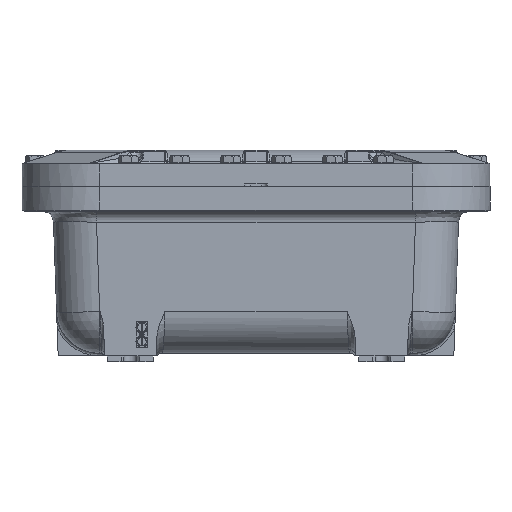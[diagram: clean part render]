
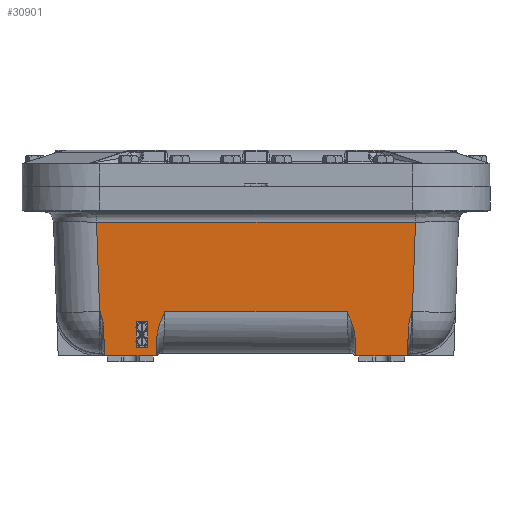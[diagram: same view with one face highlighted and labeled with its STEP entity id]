
A CAD part, left-side view. The second image highlights one B-rep face of the part: STEP entity #30901.
In plain terms, the highlighted face is planar.
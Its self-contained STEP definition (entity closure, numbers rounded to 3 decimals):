
#1543=B_SPLINE_CURVE_WITH_KNOTS('',3,(#44553,#44554,#44555,#44556,#44557,
#44558,#44559,#44560),.UNSPECIFIED.,.F.,.F.,(4,2,2,4),(0.,0.39,
1.716,1.719),.UNSPECIFIED.);
#1557=B_SPLINE_CURVE_WITH_KNOTS('',3,(#44983,#44984,#44985,#44986,#44987,
#44988,#44989,#44990),.UNSPECIFIED.,.F.,.F.,(4,2,2,4),(-0.003,
0.,0.983,1.798),.UNSPECIFIED.);
#1567=B_SPLINE_CURVE_WITH_KNOTS('',3,(#45740,#45741,#45742,#45743,#45744,
#45745,#45746,#45747),.UNSPECIFIED.,.F.,.F.,(4,2,2,4),(-0.003,
0.,1.655,2.9),.UNSPECIFIED.);
#1570=B_SPLINE_CURVE_WITH_KNOTS('',3,(#45946,#45947,#45948,#45949,#45950,
#45951,#45952,#45953,#45954,#45955,#45956,#45957,#45958,#45959,#45960,#45961),
 .UNSPECIFIED.,.F.,.F.,(4,2,2,2,2,2,2,4),(0.,0.624,1.787,
2.369,2.668,2.818,2.968,2.971),
 .UNSPECIFIED.);
#5004=FACE_OUTER_BOUND('',#6991,.T.);
#6991=EDGE_LOOP('',(#21923,#21924,#21925,#21926,#21927,#21928,#21929,#21930,
#21931,#21932,#21933,#21934,#21935,#21936,#21937,#21938));
#9149=LINE('',#44070,#11318);
#9179=LINE('',#44392,#11348);
#9187=LINE('',#44579,#11356);
#9204=LINE('',#44934,#11373);
#9242=LINE('',#46079,#11411);
#9244=LINE('',#46084,#11413);
#9245=LINE('',#46085,#11414);
#9246=LINE('',#46087,#11415);
#9247=LINE('',#46088,#11416);
#9248=LINE('',#46089,#11417);
#9249=LINE('',#46091,#11418);
#9250=LINE('',#46092,#11419);
#11318=VECTOR('',#36039,0.394);
#11348=VECTOR('',#36107,0.394);
#11356=VECTOR('',#36155,0.394);
#11373=VECTOR('',#36228,0.394);
#11411=VECTOR('',#36432,0.394);
#11413=VECTOR('',#36438,0.394);
#11414=VECTOR('',#36439,0.394);
#11415=VECTOR('',#36440,0.394);
#11416=VECTOR('',#36441,0.394);
#11417=VECTOR('',#36442,0.394);
#11418=VECTOR('',#36443,0.394);
#11419=VECTOR('',#36444,0.394);
#13718=VERTEX_POINT('',#44063);
#13720=VERTEX_POINT('',#44068);
#13759=VERTEX_POINT('',#44391);
#13773=VERTEX_POINT('',#44550);
#13774=VERTEX_POINT('',#44552);
#13776=VERTEX_POINT('',#44577);
#13804=VERTEX_POINT('',#44931);
#13805=VERTEX_POINT('',#44933);
#13808=VERTEX_POINT('',#44981);
#13856=VERTEX_POINT('',#45738);
#13857=VERTEX_POINT('',#45739);
#13867=VERTEX_POINT('',#45944);
#13868=VERTEX_POINT('',#45945);
#13871=VERTEX_POINT('',#46083);
#13872=VERTEX_POINT('',#46086);
#13873=VERTEX_POINT('',#46090);
#16759=EDGE_CURVE('',#13720,#13718,#9149,.T.);
#16809=EDGE_CURVE('',#13718,#13759,#9179,.T.);
#16831=EDGE_CURVE('',#13773,#13774,#1543,.T.);
#16835=EDGE_CURVE('',#13776,#13773,#9187,.T.);
#16879=EDGE_CURVE('',#13804,#13805,#9204,.T.);
#16884=EDGE_CURVE('',#13808,#13804,#1557,.T.);
#16962=EDGE_CURVE('',#13856,#13857,#1567,.T.);
#16981=EDGE_CURVE('',#13867,#13868,#1570,.F.);
#16992=EDGE_CURVE('',#13759,#13808,#9242,.T.);
#16994=EDGE_CURVE('',#13871,#13720,#9244,.T.);
#16995=EDGE_CURVE('',#13774,#13871,#9245,.T.);
#16996=EDGE_CURVE('',#13776,#13872,#9246,.T.);
#16997=EDGE_CURVE('',#13857,#13872,#9247,.T.);
#16998=EDGE_CURVE('',#13867,#13856,#9248,.T.);
#16999=EDGE_CURVE('',#13873,#13868,#9249,.T.);
#17000=EDGE_CURVE('',#13805,#13873,#9250,.F.);
#21923=ORIENTED_EDGE('',*,*,#16759,.F.);
#21924=ORIENTED_EDGE('',*,*,#16994,.F.);
#21925=ORIENTED_EDGE('',*,*,#16995,.F.);
#21926=ORIENTED_EDGE('',*,*,#16831,.F.);
#21927=ORIENTED_EDGE('',*,*,#16835,.F.);
#21928=ORIENTED_EDGE('',*,*,#16996,.T.);
#21929=ORIENTED_EDGE('',*,*,#16997,.F.);
#21930=ORIENTED_EDGE('',*,*,#16962,.F.);
#21931=ORIENTED_EDGE('',*,*,#16998,.F.);
#21932=ORIENTED_EDGE('',*,*,#16981,.T.);
#21933=ORIENTED_EDGE('',*,*,#16999,.F.);
#21934=ORIENTED_EDGE('',*,*,#17000,.F.);
#21935=ORIENTED_EDGE('',*,*,#16879,.F.);
#21936=ORIENTED_EDGE('',*,*,#16884,.F.);
#21937=ORIENTED_EDGE('',*,*,#16992,.F.);
#21938=ORIENTED_EDGE('',*,*,#16809,.F.);
#30048=PLANE('',#33366);
#30901=ADVANCED_FACE('',(#5004),#30048,.F.);
#33366=AXIS2_PLACEMENT_3D('',#46082,#36436,#36437);
#36039=DIRECTION('',(0.,1.,0.));
#36107=DIRECTION('',(-0.035,-0.035,-0.999));
#36155=DIRECTION('',(0.035,-0.035,0.999));
#36228=DIRECTION('',(-0.035,-0.035,-0.999));
#36432=DIRECTION('',(0.,-1.,0.));
#36436=DIRECTION('center_axis',(-0.999,0.,0.035));
#36437=DIRECTION('ref_axis',(0.035,0.,0.999));
#36438=DIRECTION('',(0.035,-0.035,0.999));
#36439=DIRECTION('',(0.,-1.,0.));
#36440=DIRECTION('',(0.,1.,0.));
#36441=DIRECTION('',(-0.035,-0.035,-0.999));
#36442=DIRECTION('',(0.,-1.,0.));
#36443=DIRECTION('',(0.035,-0.035,0.999));
#36444=DIRECTION('',(0.,1.,0.));
#44063=CARTESIAN_POINT('',(8.819,6.945,-1.608));
#44068=CARTESIAN_POINT('',(8.819,-6.945,-1.608));
#44070=CARTESIAN_POINT('',(8.819,0.,-1.608));
#44391=CARTESIAN_POINT('',(8.683,6.809,-5.504));
#44392=CARTESIAN_POINT('',(8.72,6.846,-4.456));
#44550=CARTESIAN_POINT('',(8.659,-6.637,-6.195));
#44552=CARTESIAN_POINT('',(8.683,-6.786,-5.504));
#44553=CARTESIAN_POINT('Ctrl Pts',(8.659,-6.637,-6.195));
#44554=CARTESIAN_POINT('Ctrl Pts',(8.661,-6.639,-6.144));
#44555=CARTESIAN_POINT('Ctrl Pts',(8.663,-6.645,-6.091));
#44556=CARTESIAN_POINT('Ctrl Pts',(8.67,-6.679,-5.869));
#44557=CARTESIAN_POINT('Ctrl Pts',(8.677,-6.733,-5.685));
#44558=CARTESIAN_POINT('Ctrl Pts',(8.683,-6.786,-5.505));
#44559=CARTESIAN_POINT('Ctrl Pts',(8.683,-6.786,-5.504));
#44560=CARTESIAN_POINT('Ctrl Pts',(8.683,-6.786,-5.504));
#44577=CARTESIAN_POINT('',(8.616,-6.594,-7.439));
#44579=CARTESIAN_POINT('',(8.722,-6.7,-4.397));
#44931=CARTESIAN_POINT('',(8.659,6.637,-6.195));
#44933=CARTESIAN_POINT('',(8.616,6.594,-7.439));
#44934=CARTESIAN_POINT('',(8.722,6.7,-4.397));
#44981=CARTESIAN_POINT('',(8.683,6.786,-5.504));
#44983=CARTESIAN_POINT('Ctrl Pts',(8.683,6.786,-5.504));
#44984=CARTESIAN_POINT('Ctrl Pts',(8.683,6.786,-5.504));
#44985=CARTESIAN_POINT('Ctrl Pts',(8.683,6.786,-5.505));
#44986=CARTESIAN_POINT('Ctrl Pts',(8.679,6.75,-5.629));
#44987=CARTESIAN_POINT('Ctrl Pts',(8.674,6.712,-5.756));
#44988=CARTESIAN_POINT('Ctrl Pts',(8.666,6.661,-5.98));
#44989=CARTESIAN_POINT('Ctrl Pts',(8.663,6.641,-6.091));
#44990=CARTESIAN_POINT('Ctrl Pts',(8.659,6.637,-6.195));
#45738=CARTESIAN_POINT('',(8.683,-3.964,-5.504));
#45739=CARTESIAN_POINT('',(8.644,-4.315,-6.618));
#45740=CARTESIAN_POINT('Ctrl Pts',(8.683,-3.964,-5.504));
#45741=CARTESIAN_POINT('Ctrl Pts',(8.683,-3.964,-5.504));
#45742=CARTESIAN_POINT('Ctrl Pts',(8.683,-3.964,-5.505));
#45743=CARTESIAN_POINT('Ctrl Pts',(8.676,-4.054,-5.703));
#45744=CARTESIAN_POINT('Ctrl Pts',(8.669,-4.145,-5.906));
#45745=CARTESIAN_POINT('Ctrl Pts',(8.657,-4.262,-6.259));
#45746=CARTESIAN_POINT('Ctrl Pts',(8.65,-4.309,-6.44));
#45747=CARTESIAN_POINT('Ctrl Pts',(8.644,-4.315,-6.618));
#45944=CARTESIAN_POINT('',(8.683,3.964,-5.504));
#45945=CARTESIAN_POINT('',(8.644,4.315,-6.618));
#45946=CARTESIAN_POINT('Ctrl Pts',(8.644,4.315,-6.618));
#45947=CARTESIAN_POINT('Ctrl Pts',(8.647,4.313,-6.537));
#45948=CARTESIAN_POINT('Ctrl Pts',(8.65,4.301,-6.454));
#45949=CARTESIAN_POINT('Ctrl Pts',(8.658,4.254,-6.224));
#45950=CARTESIAN_POINT('Ctrl Pts',(8.663,4.204,-6.074));
#45951=CARTESIAN_POINT('Ctrl Pts',(8.671,4.12,-5.861));
#45952=CARTESIAN_POINT('Ctrl Pts',(8.673,4.091,-5.79));
#45953=CARTESIAN_POINT('Ctrl Pts',(8.677,4.045,-5.684));
#45954=CARTESIAN_POINT('Ctrl Pts',(8.678,4.029,-5.649));
#45955=CARTESIAN_POINT('Ctrl Pts',(8.68,4.005,-5.595));
#45956=CARTESIAN_POINT('Ctrl Pts',(8.681,3.997,-5.577));
#45957=CARTESIAN_POINT('Ctrl Pts',(8.682,3.981,-5.541));
#45958=CARTESIAN_POINT('Ctrl Pts',(8.682,3.973,-5.523));
#45959=CARTESIAN_POINT('Ctrl Pts',(8.683,3.964,-5.505));
#45960=CARTESIAN_POINT('Ctrl Pts',(8.683,3.964,-5.504));
#45961=CARTESIAN_POINT('Ctrl Pts',(8.683,3.964,-5.504));
#46079=CARTESIAN_POINT('',(8.683,0.,-5.504));
#46082=CARTESIAN_POINT('Origin',(8.836,0.,-1.126));
#46083=CARTESIAN_POINT('',(8.683,-6.809,-5.504));
#46084=CARTESIAN_POINT('',(8.828,-6.954,-1.368));
#46085=CARTESIAN_POINT('',(8.683,0.,-5.504));
#46086=CARTESIAN_POINT('',(8.616,-4.344,-7.439));
#46087=CARTESIAN_POINT('',(8.616,-3.186,-7.439));
#46088=CARTESIAN_POINT('',(8.726,-4.233,-4.265));
#46089=CARTESIAN_POINT('',(8.683,0.,-5.504));
#46090=CARTESIAN_POINT('',(8.616,4.344,-7.439));
#46091=CARTESIAN_POINT('',(8.726,4.233,-4.265));
#46092=CARTESIAN_POINT('',(8.616,3.186,-7.439));
